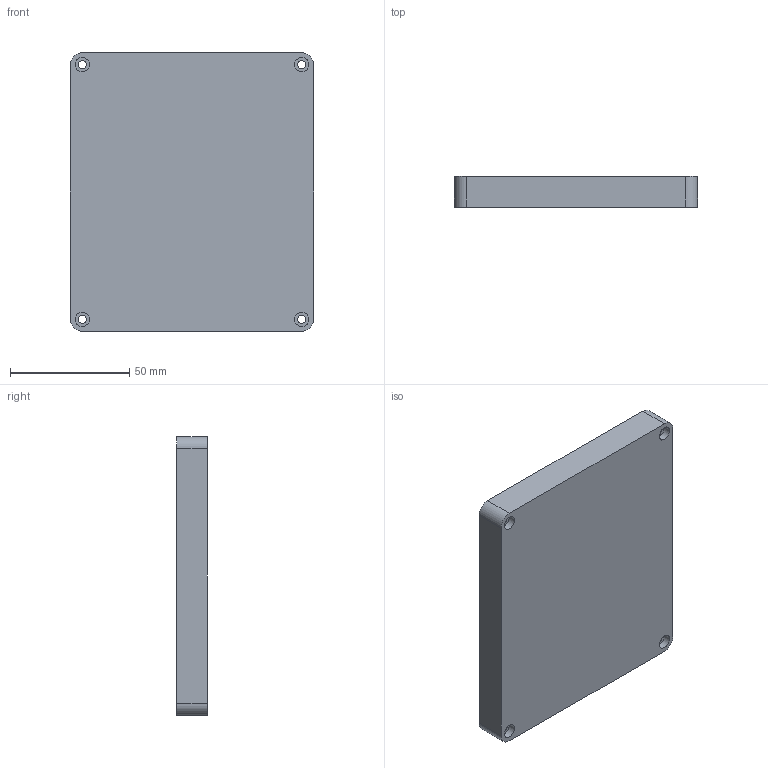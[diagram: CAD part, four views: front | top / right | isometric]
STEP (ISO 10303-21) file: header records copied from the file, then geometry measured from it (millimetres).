
FILE_DESCRIPTION(/* description */ (''),/* implementation_level */ '2;1');
FILE_NAME(/* name */ 'BottomCaseProgrammerPAD v5.step',/* time_stamp */ '2025-07-01T18:22:11-06:00',/* author */ (''),/* organization */ (''),/* preprocessor_version */ 'ST-DEVELOPER v20.1',/* originating_system */ 'Autodesk Translation Framework v14.4.0.0',/* authorisation */ '');
FILE_SCHEMA (('AUTOMOTIVE_DESIGN { 1 0 10303 214 3 1 1 }'));
Length unit declared in the file: millimetre
Products named in the file (1): BottomCaseProgrammerPAD
Bounding box: 102 x 13 x 117 mm (x, y, z)
Volume: 73523.1 mm3; surface area: 34161.8 mm2
Topology: 1 solids, 1 shells, 46 faces, 96 edges, 64 vertices
Faces by surface type: plane 26, cylinder 20
Full cylindrical faces by diameter (mm): 3.4 x4, 3.5 x4, 6 x4, 7.5 x4
Entity records: 1285 total; most frequent: DIRECTION 230, CARTESIAN_POINT 207, ORIENTED_EDGE 192, EDGE_CURVE 96, AXIS2_PLACEMENT_3D 87, EDGE_LOOP 66, VERTEX_POINT 64, LINE 56
